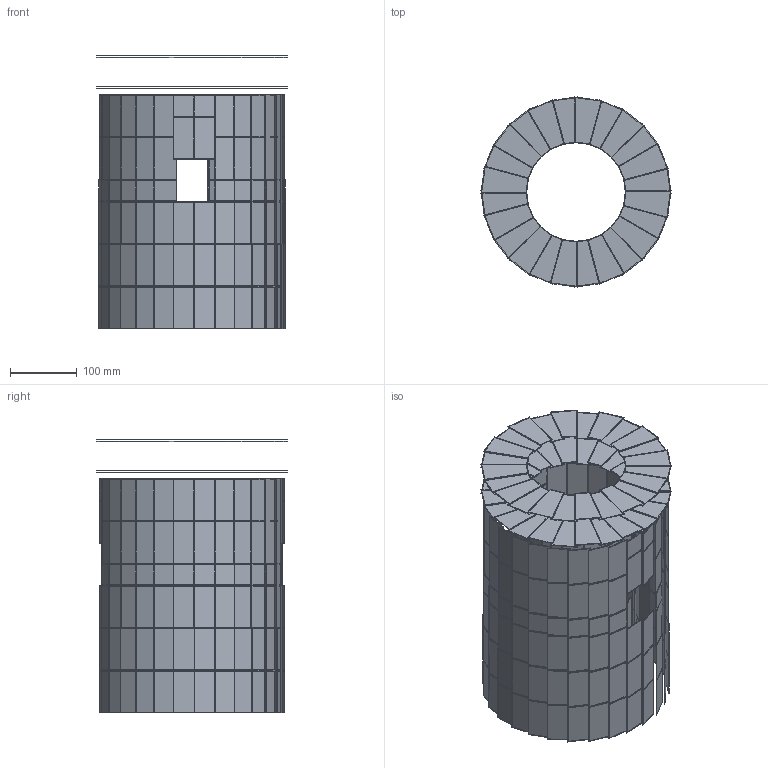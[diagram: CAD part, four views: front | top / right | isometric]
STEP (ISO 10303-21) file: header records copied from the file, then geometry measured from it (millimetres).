
FILE_DESCRIPTION((''),'2;1');
FILE_NAME('Sv-1.1.stp','2008-07-23T11:38:32',('thomas'),(''),'Autodesk Inventor 2008','Autodesk Inventor 2008','');
FILE_SCHEMA(('AUTOMOTIVE_DESIGN { 1 0 10303 214 1 1 1 1 }'));
Length unit declared in the file: millimetre
Products named in the file (24): Sv-2.0; Fwd (Sensor); Strip_Ldk (Sensor); Strip_Smod_N2_TrapL (Sensor); Strip_Mod_1Sens_TrapL (Sensor); Strip_Sens_TrapL; StripActive_TrapL; StripPassive_TrapL; Hshell (~1); Strip_Bl3 (Sensor); Sv1; Strip_Smod_N6_Rect (Sensor); Strip_Mod_2Sens_RectL (Sensor); Strip_Sens_RectL; StripActive_RectL; StripPassive_RectL; Strip_Mod_2Sens_RectM (Sensor); Strip_Sens_RectS; StripActive_RectS; StripPassive_RectS; Strip_Smod_N5_Rect (Sensor); Strip_Mod_3Sens_RectL (Sensor); Strip_Bl4 (Sensor)
Assembly tree (63 placements, depth 7):
  Sv-2.0
    Fwd (Sensor)  x2
      Strip_Ldk (Sensor)
        Strip_Smod_N2_TrapL (Sensor)  x6
          Strip_Mod_1Sens_TrapL (Sensor)
            Strip_Sens_TrapL
              StripActive_TrapL
              StripPassive_TrapL
              StripPassive_TrapL
    Hshell (~1)  x2
      Strip_Bl3 (Sensor)
        Sv1  x2
        Strip_Smod_N6_Rect (Sensor)  x7
          Strip_Mod_2Sens_RectL (Sensor)
            Strip_Sens_RectL  x2
              StripActive_RectL
              StripPassive_RectL
          Strip_Mod_2Sens_RectM (Sensor)
            Strip_Sens_RectL
              StripActive_RectL
              StripPassive_RectL
            Strip_Sens_RectS
              StripActive_RectS
              StripPassive_RectS
        Strip_Smod_N5_Rect (Sensor)  x2
          Strip_Mod_3Sens_RectL (Sensor)
            Strip_Sens_RectL  x3
              StripActive_RectL
              StripPassive_RectL
          Strip_Mod_2Sens_RectM (Sensor)
            Strip_Sens_RectL
              StripActive_RectL
              StripPassive_RectL
            Strip_Sens_RectS
              StripActive_RectS
              StripPassive_RectS
      Strip_Bl4 (Sensor)
        Sv1  x2
        Strip_Smod_N6_Rect (Sensor)  x12
          Strip_Mod_2Sens_RectL (Sensor)
            Strip_Sens_RectL  x2
              StripActive_RectL
              StripPassive_RectL
          Strip_Mod_2Sens_RectM (Sensor)
            Strip_Sens_RectL
              StripActive_RectL
              StripPassive_RectL
            Strip_Sens_RectS
              StripActive_RectS
              StripPassive_RectS
        Strip_Smod_N5_Rect (Sensor)  x2
          Strip_Mod_3Sens_RectL (Sensor)
            Strip_Sens_RectL  x3
              StripActive_RectL
              StripPassive_RectL
          Strip_Mod_2Sens_RectM (Sensor)
            Strip_Sens_RectL
              StripActive_RectL
              StripPassive_RectL
            Strip_Sens_RectS
Bounding box: 284.96 x 284.96 x 410.12 mm (x, y, z)
Volume: 187323.5 mm3; surface area: 1367548.7 mm2
Topology: 776 solids, 776 shells, 5728 faces, 12528 edges, 8352 vertices
Faces by surface type: plane 5728
Entity records: 2740 total; most frequent: DIRECTION 430, CARTESIAN_POINT 369, ORIENTED_EDGE 264, AXIS2_PLACEMENT_3D 149, VECTOR 132, LINE 132, EDGE_CURVE 132, VERTEX_POINT 88
